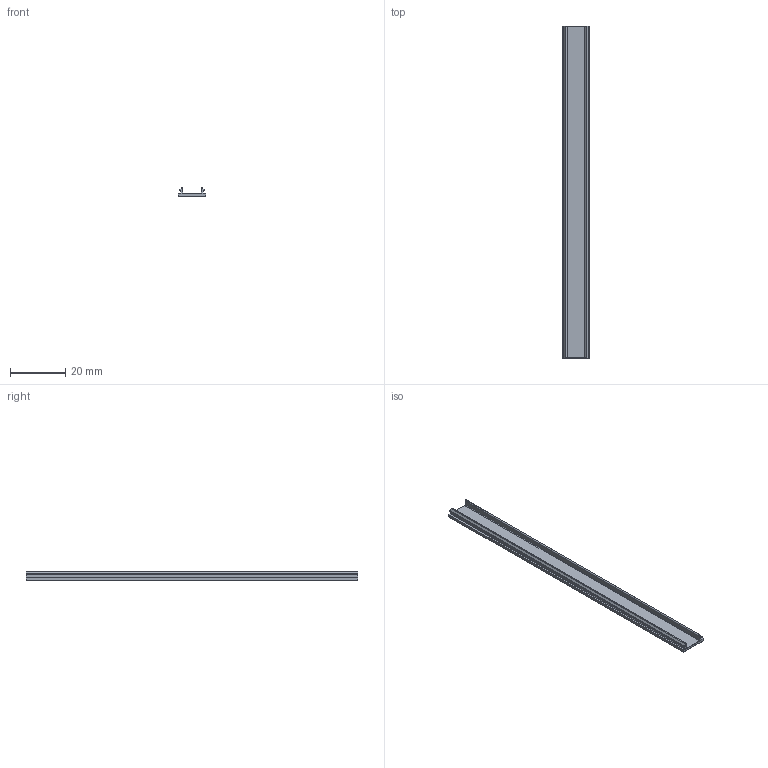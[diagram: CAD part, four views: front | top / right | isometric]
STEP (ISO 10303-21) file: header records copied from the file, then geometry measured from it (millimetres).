
FILE_DESCRIPTION(('STEP AP203'), '1');
FILE_NAME('櫻蠉錪', '', ('UNSPECIFIED'), ('UNSPECIFIED'), 'C3D Converter', 'C3D Toolkit', '');
FILE_SCHEMA(('CONFIG_CONTROL_DESIGN'));
Length unit declared in the file: millimetre
Bounding box: 10.1 x 120 x 3.2 mm (x, y, z)
Volume: 1652.7 mm3; surface area: 3705 mm2
Topology: 1 solids, 1 shells, 80 faces, 182 edges, 100 vertices
Faces by surface type: cylinder 40, torus 20, plane 16, sphere 4
Entity records: 2938 total; most frequent: CARTESIAN_POINT 471, DIRECTION 412, ORIENTED_EDGE 356, EDGE_CURVE 178, AXIS2_PLACEMENT_3D 165, VERTEX_POINT 100, CIRCLE 84, LINE 82
